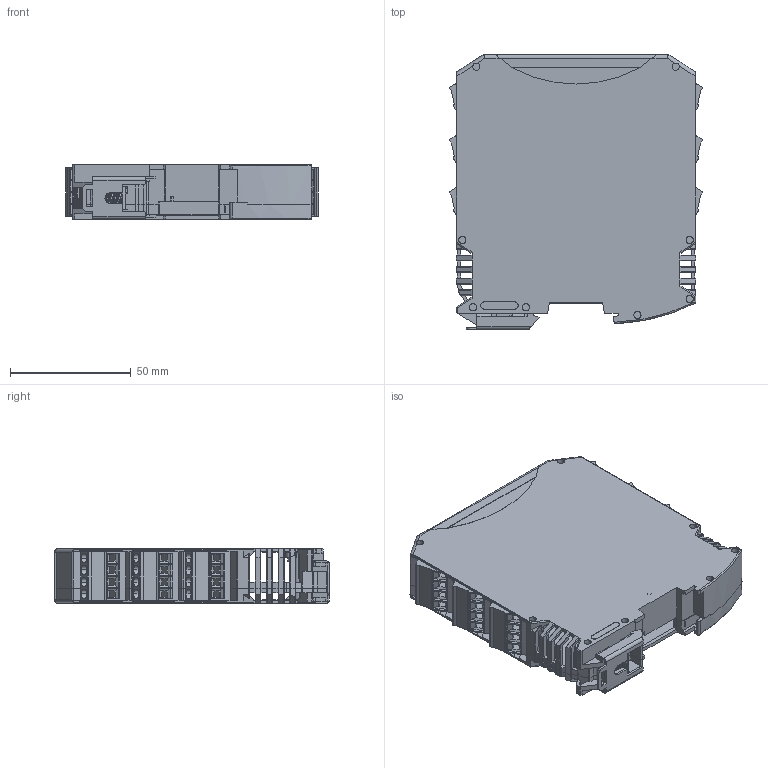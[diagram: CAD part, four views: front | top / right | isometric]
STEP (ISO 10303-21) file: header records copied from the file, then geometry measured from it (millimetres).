
FILE_DESCRIPTION (( 'STEP AP214' ), '1' );
FILE_NAME ('NCBM01.STEP', '2024-06-19T08:40:17', ( '' ), ( '' ), 'SwSTEP 2.0', 'SolidWorks 2024', '' );
FILE_SCHEMA (( 'AUTOMOTIVE_DESIGN' ));
Length unit declared in the file: millimetre
Products named in the file (12): 2713939_PART2; 2713939_PART1; 2713939_PART5; 2908472; 2908485_PART2; 2713939_PART4; 2713939_PART3; 2908472_PART2; 2713939; 2713939_PART6; 2908485; NCBM01
Assembly tree (15 placements, depth 3):
  NCBM01
    2713939
      2713939_PART1
      2713939_PART2
      2713939_PART4
      2713939_PART5
      2713939_PART6
    2908472  x3
      2908472_PART2
    2908485  x3
      2908485_PART2
    2713939_PART3
Bounding box: 104.58 x 113.65 x 22.6 mm (x, y, z)
Volume: 62263.1 mm3; surface area: 84231.1 mm2
Topology: 12 solids, 12 shells, 3405 faces, 9211 edges, 5994 vertices
Faces by surface type: plane 2572, cylinder 784, cone 39, bspline 8, torus 2
Entity records: 84372 total; most frequent: CARTESIAN_POINT 23270, ORIENTED_EDGE 12942, DIRECTION 12207, EDGE_CURVE 6471, LINE 5085, VECTOR 5085, VERTEX_POINT 4226, AXIS2_PLACEMENT_3D 3561
